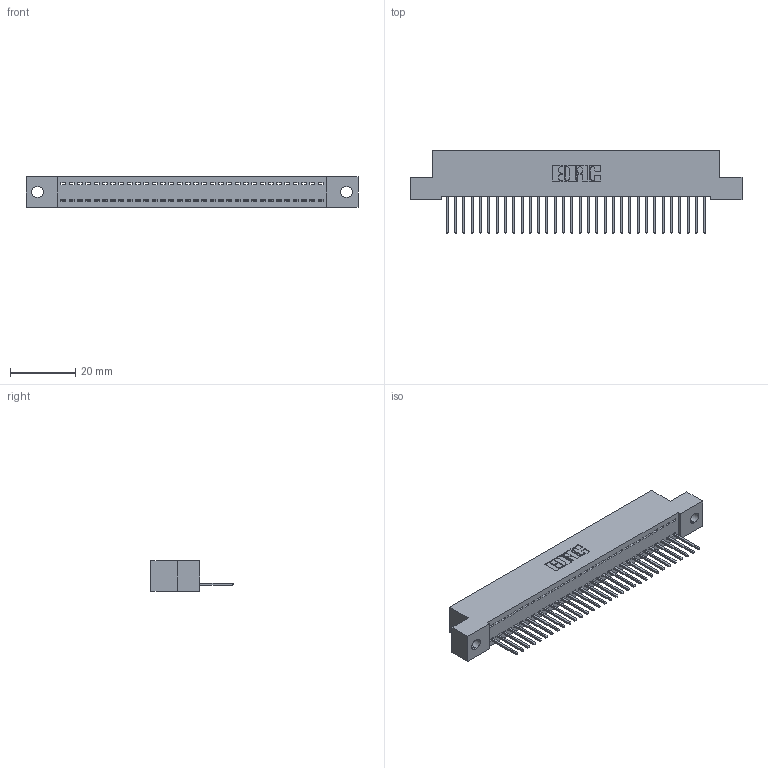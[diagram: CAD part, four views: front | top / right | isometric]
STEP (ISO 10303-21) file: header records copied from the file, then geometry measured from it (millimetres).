
FILE_DESCRIPTION (( 'STEP AP203' ), '1' );
FILE_NAME ('392-032-523-102.STEP', '2019-10-07T14:25:22', ( '' ), ( '' ), 'SwSTEP 2.0', 'SolidWorks 2016', '' );
FILE_SCHEMA (( 'CONFIG_CONTROL_DESIGN' ));
Length unit declared in the file: inch
Products named in the file (3): 342 Part_.128 Slot; 345-292-001_345-293-123; 392-032-523-102
Assembly tree (33 placements, depth 2):
  392-032-523-102
    342 Part_.128 Slot
    345-292-001_345-293-123  x32
Bounding box: 101.6 x 25.15 x 9.4 mm (x, y, z)
Volume: 8806.9 mm3; surface area: 12536 mm2
Topology: 33 solids, 33 shells, 1970 faces, 5943 edges, 3918 vertices
Faces by surface type: plane 1414, cylinder 556
Entity records: 20877 total; most frequent: CARTESIAN_POINT 3610, ORIENTED_EDGE 3578, DIRECTION 3065, EDGE_CURVE 1789, VECTOR 1661, LINE 1661, VERTEX_POINT 1190, AXIS2_PLACEMENT_3D 702
